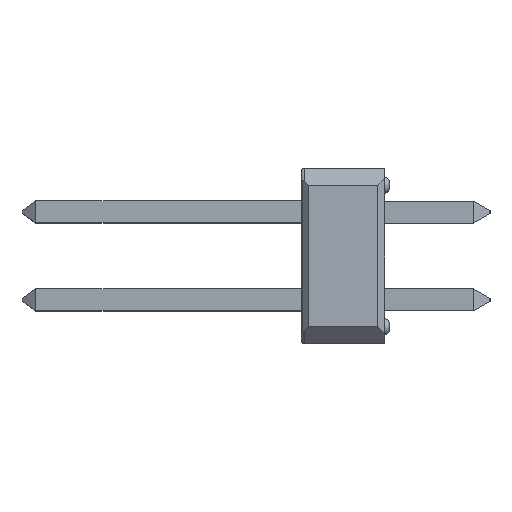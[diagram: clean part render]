
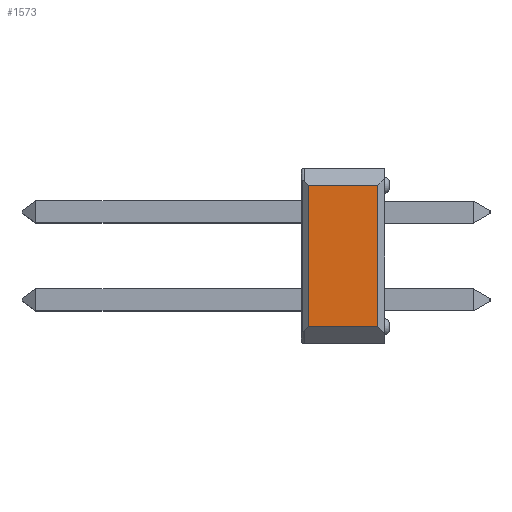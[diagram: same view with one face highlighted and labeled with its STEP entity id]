
A CAD part, left-side view. The second image highlights one B-rep face of the part: STEP entity #1573.
In plain terms, the highlighted planar face has unit normal (-1, 0, 0).
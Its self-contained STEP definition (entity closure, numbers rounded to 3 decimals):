
#19 = DIRECTION ( 'NONE',  ( 1., 0., 0. ) ) ;
#54 = ORIENTED_EDGE ( 'NONE', *, *, #560, .T. ) ;
#176 = LINE ( 'NONE', #1543, #1906 ) ;
#244 = CARTESIAN_POINT ( 'NONE',  ( -1.27, 2.2, -2.04 ) ) ;
#276 = CARTESIAN_POINT ( 'NONE',  ( -1.27, 2.4, -2.04 ) ) ;
#321 = LINE ( 'NONE', #244, #831 ) ;
#324 = FACE_OUTER_BOUND ( 'NONE', #1173, .T. ) ;
#325 = VERTEX_POINT ( 'NONE', #1744 ) ;
#406 = EDGE_CURVE ( 'NONE', #1148, #325, #321, .T. ) ;
#412 = ORIENTED_EDGE ( 'NONE', *, *, #406, .T. ) ;
#481 = VECTOR ( 'NONE', #1341, 1000. ) ;
#560 = EDGE_CURVE ( 'NONE', #325, #1787, #2080, .T. ) ;
#578 = DIRECTION ( 'NONE',  ( 0., 0., -1. ) ) ;
#637 = DIRECTION ( 'NONE',  ( 0., -1., 0. ) ) ;
#659 = CARTESIAN_POINT ( 'NONE',  ( -1.27, 2.4, 2.04 ) ) ;
#680 = PLANE ( 'NONE',  #793 ) ;
#793 = AXIS2_PLACEMENT_3D ( 'NONE', #844, #19, #1198 ) ;
#814 = VERTEX_POINT ( 'NONE', #2044 ) ;
#831 = VECTOR ( 'NONE', #578, 1000. ) ;
#844 = CARTESIAN_POINT ( 'NONE',  ( -1.27, 2.4, -2.54 ) ) ;
#934 = LINE ( 'NONE', #659, #481 ) ;
#950 = ORIENTED_EDGE ( 'NONE', *, *, #1966, .T. ) ;
#1148 = VERTEX_POINT ( 'NONE', #1424 ) ;
#1173 = EDGE_LOOP ( 'NONE', ( #54, #1591, #950, #412 ) ) ;
#1198 = DIRECTION ( 'NONE',  ( 0., 0., -1. ) ) ;
#1341 = DIRECTION ( 'NONE',  ( 0., 1., 0. ) ) ;
#1424 = CARTESIAN_POINT ( 'NONE',  ( -1.27, 2.2, 2.04 ) ) ;
#1543 = CARTESIAN_POINT ( 'NONE',  ( -1.27, 0.2, -2.54 ) ) ;
#1573 = ADVANCED_FACE ( 'NONE', ( #324 ), #680, .F. ) ;
#1591 = ORIENTED_EDGE ( 'NONE', *, *, #1657, .T. ) ;
#1657 = EDGE_CURVE ( 'NONE', #1787, #814, #176, .T. ) ;
#1718 = DIRECTION ( 'NONE',  ( 0., 0., 1. ) ) ;
#1744 = CARTESIAN_POINT ( 'NONE',  ( -1.27, 2.2, -2.04 ) ) ;
#1787 = VERTEX_POINT ( 'NONE', #2040 ) ;
#1906 = VECTOR ( 'NONE', #1718, 1000. ) ;
#1966 = EDGE_CURVE ( 'NONE', #814, #1148, #934, .T. ) ;
#2027 = VECTOR ( 'NONE', #637, 1000. ) ;
#2040 = CARTESIAN_POINT ( 'NONE',  ( -1.27, 0.2, -2.04 ) ) ;
#2044 = CARTESIAN_POINT ( 'NONE',  ( -1.27, 0.2, 2.04 ) ) ;
#2080 = LINE ( 'NONE', #276, #2027 ) ;
